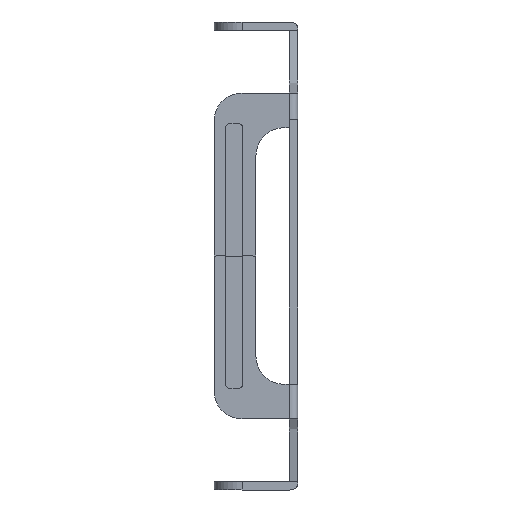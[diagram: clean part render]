
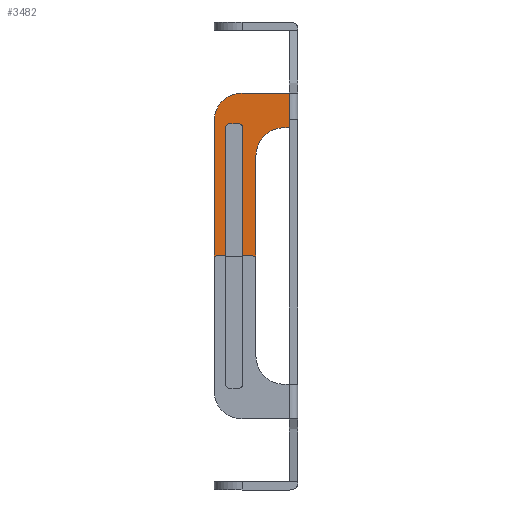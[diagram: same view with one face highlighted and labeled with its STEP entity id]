
A CAD part, left-side view. The second image highlights one B-rep face of the part: STEP entity #3482.
In plain terms, the highlighted planar face has unit normal (-1, 0, 0).
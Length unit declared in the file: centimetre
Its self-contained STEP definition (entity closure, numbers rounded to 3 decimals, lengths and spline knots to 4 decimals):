
#115=CIRCLE($,#3741,1.);
#117=CIRCLE($,#3746,1.);
#118=CIRCLE($,#3748,0.15);
#119=CIRCLE($,#3749,0.15);
#326=FACE_OUTER_BOUND($,#530,.T.);
#530=EDGE_LOOP($,(#2912,#2913,#2914,#2915,#2916,#2917,#2918,#2919,#2920,
#2921,#2922,#2923,#2924,#2925,#2926));
#855=LINE($,#5565,#1251);
#859=LINE($,#5571,#1255);
#862=LINE($,#5579,#1258);
#867=LINE($,#5593,#1263);
#869=LINE($,#5605,#1265);
#872=LINE($,#5617,#1268);
#873=LINE($,#5621,#1269);
#874=LINE($,#5622,#1270);
#875=LINE($,#5623,#1271);
#876=LINE($,#5625,#1272);
#877=LINE($,#5626,#1273);
#1251=VECTOR($,#4470,1.);
#1255=VECTOR($,#4476,1.);
#1258=VECTOR($,#4481,1.);
#1263=VECTOR($,#4494,1.);
#1265=VECTOR($,#4498,1.);
#1268=VECTOR($,#4511,1.);
#1269=VECTOR($,#4514,1.);
#1270=VECTOR($,#4515,1.);
#1271=VECTOR($,#4516,1.);
#1272=VECTOR($,#4517,1.);
#1273=VECTOR($,#4518,1.);
#1601=VERTEX_POINT($,#5550);
#1604=VERTEX_POINT($,#5562);
#1605=VERTEX_POINT($,#5564);
#1609=VERTEX_POINT($,#5576);
#1610=VERTEX_POINT($,#5578);
#1614=VERTEX_POINT($,#5590);
#1615=VERTEX_POINT($,#5592);
#1617=VERTEX_POINT($,#5602);
#1618=VERTEX_POINT($,#5604);
#1620=VERTEX_POINT($,#5613);
#1621=VERTEX_POINT($,#5614);
#1622=VERTEX_POINT($,#5616);
#1623=VERTEX_POINT($,#5618);
#1624=VERTEX_POINT($,#5620);
#1625=VERTEX_POINT($,#5624);
#2048=EDGE_CURVE($,#1604,#1605,#855,.T.);
#2052=EDGE_CURVE($,#1601,#1604,#859,.T.);
#2055=EDGE_CURVE($,#1609,#1610,#862,.T.);
#2058=EDGE_CURVE($,#1605,#1609,#115,.T.);
#2062=EDGE_CURVE($,#1615,#1614,#867,.T.);
#2065=EDGE_CURVE($,#1617,#1618,#869,.T.);
#2069=EDGE_CURVE($,#1614,#1618,#117,.T.);
#2070=EDGE_CURVE($,#1620,#1621,#118,.T.);
#2071=EDGE_CURVE($,#1621,#1622,#872,.T.);
#2072=EDGE_CURVE($,#1622,#1623,#119,.T.);
#2073=EDGE_CURVE($,#1623,#1624,#873,.T.);
#2074=EDGE_CURVE($,#1624,#1610,#874,.T.);
#2075=EDGE_CURVE($,#1601,#1615,#875,.T.);
#2076=EDGE_CURVE($,#1617,#1625,#876,.T.);
#2077=EDGE_CURVE($,#1625,#1620,#877,.T.);
#2912=ORIENTED_EDGE($,*,*,#2070,.T.);
#2913=ORIENTED_EDGE($,*,*,#2071,.T.);
#2914=ORIENTED_EDGE($,*,*,#2072,.T.);
#2915=ORIENTED_EDGE($,*,*,#2073,.T.);
#2916=ORIENTED_EDGE($,*,*,#2074,.T.);
#2917=ORIENTED_EDGE($,*,*,#2055,.F.);
#2918=ORIENTED_EDGE($,*,*,#2058,.F.);
#2919=ORIENTED_EDGE($,*,*,#2048,.F.);
#2920=ORIENTED_EDGE($,*,*,#2052,.F.);
#2921=ORIENTED_EDGE($,*,*,#2075,.T.);
#2922=ORIENTED_EDGE($,*,*,#2062,.T.);
#2923=ORIENTED_EDGE($,*,*,#2069,.T.);
#2924=ORIENTED_EDGE($,*,*,#2065,.F.);
#2925=ORIENTED_EDGE($,*,*,#2076,.T.);
#2926=ORIENTED_EDGE($,*,*,#2077,.T.);
#3310=PLANE($,#3747);
#3482=ADVANCED_FACE($,(#326),#3310,.T.);
#3741=AXIS2_PLACEMENT_3D($,#5583,#4487,#4488);
#3746=AXIS2_PLACEMENT_3D($,#5611,#4505,#4506);
#3747=AXIS2_PLACEMENT_3D($,#5612,#4507,#4508);
#3748=AXIS2_PLACEMENT_3D($,#5615,#4509,#4510);
#3749=AXIS2_PLACEMENT_3D($,#5619,#4512,#4513);
#4470=DIRECTION($,(0.,1.,0.));
#4476=DIRECTION($,(0.,0.,-1.));
#4481=DIRECTION($,(0.,0.,-1.));
#4487=DIRECTION('center_axis',(-1.,0.,0.));
#4488=DIRECTION('ref_axis',(0.,1.,0.));
#4494=DIRECTION($,(0.,1.,0.));
#4498=DIRECTION($,(0.,0.,1.));
#4505=DIRECTION('center_axis',(-1.,0.,0.));
#4506=DIRECTION('ref_axis',(0.,1.,0.));
#4507=DIRECTION('center_axis',(-1.,0.,0.));
#4508=DIRECTION('ref_axis',(0.,0.,1.));
#4509=DIRECTION('center_axis',(1.,0.,0.));
#4510=DIRECTION('ref_axis',(0.,0.,
1.));
#4511=DIRECTION($,(0.,-1.,0.));
#4512=DIRECTION('center_axis',(1.,0.,0.));
#4513=DIRECTION('ref_axis',(0.,-1.,0.));
#4514=DIRECTION($,(0.,0.,-1.));
#4515=DIRECTION($,(0.,-1.,0.));
#4516=DIRECTION($,(0.,0.,1.));
#4517=DIRECTION($,(0.,-1.,0.));
#4518=DIRECTION($,(0.,0.,1.));
#5550=CARTESIAN_POINT('',(-8.4,0.,4.9));
#5562=CARTESIAN_POINT('',(-8.4,0.,4.6033));
#5564=CARTESIAN_POINT('',(-8.4,0.2,4.6033));
#5565=CARTESIAN_POINT($,(-8.4,0.,4.6033));
#5571=CARTESIAN_POINT($,(-8.4,0.,4.9));
#5576=CARTESIAN_POINT('',(-8.4,1.2,3.6033));
#5578=CARTESIAN_POINT('',(-8.4,1.2,0.));
#5579=CARTESIAN_POINT($,(-8.4,1.2,3.6033));
#5583=CARTESIAN_POINT('Origin',(-8.4,0.2,3.6033));
#5590=CARTESIAN_POINT('',(-8.4,1.7,5.8509));
#5592=CARTESIAN_POINT('',(-8.4,0.,5.8509));
#5593=CARTESIAN_POINT($,(-8.4,0.,5.8509));
#5602=CARTESIAN_POINT('',(-8.4,2.7,0.));
#5604=CARTESIAN_POINT('',(-8.4,2.7,4.8509));
#5605=CARTESIAN_POINT($,(-8.4,2.7,0.));
#5611=CARTESIAN_POINT('Origin',(-8.4,1.7,4.8509));
#5612=CARTESIAN_POINT('Origin',(-8.4,-0.3,0.));
#5613=CARTESIAN_POINT('',(-8.4,2.2908,4.5996));
#5614=CARTESIAN_POINT('',(-8.4,2.1408,4.7495));
#5615=CARTESIAN_POINT('Origin',(-8.4,2.1408,4.5996));
#5616=CARTESIAN_POINT('',(-8.4,1.8276,4.7495));
#5617=CARTESIAN_POINT($,(-8.4,2.1408,4.7495));
#5618=CARTESIAN_POINT('',(-8.4,1.6777,4.5996));
#5619=CARTESIAN_POINT('Origin',(-8.4,1.8276,4.5996));
#5620=CARTESIAN_POINT('',(-8.4,1.6777,0.));
#5621=CARTESIAN_POINT($,(-8.4,1.6777,4.5996));
#5622=CARTESIAN_POINT($,(-8.4,1.6777,0.));
#5623=CARTESIAN_POINT($,(-8.4,0.,4.9));
#5624=CARTESIAN_POINT('',(-8.4,2.2908,0.));
#5625=CARTESIAN_POINT($,(-8.4,2.7,0.));
#5626=CARTESIAN_POINT($,(-8.4,2.2908,0.));
